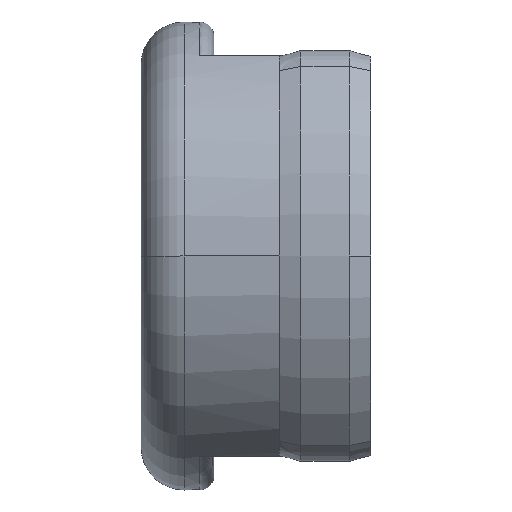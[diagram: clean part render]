
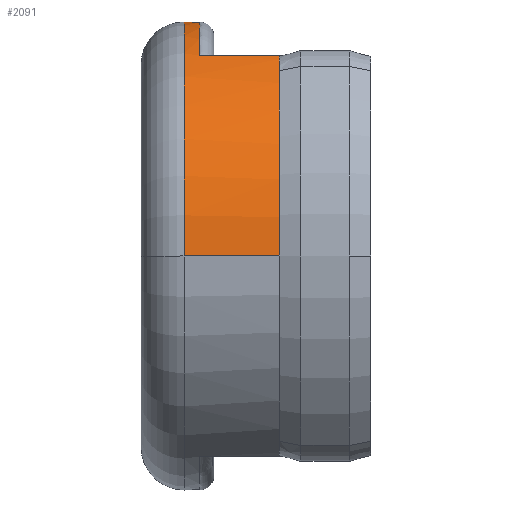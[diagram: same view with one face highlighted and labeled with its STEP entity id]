
A CAD part, left-side view. The second image highlights one B-rep face of the part: STEP entity #2091.
In plain terms, the highlighted cylindrical face has radius 8.2 mm (diameter 16.4 mm), a partial arc.
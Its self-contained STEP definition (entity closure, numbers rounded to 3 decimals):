
#25 = ORIENTED_EDGE ( 'NONE', *, *, #913, .T. ) ;
#35 = CARTESIAN_POINT ( 'NONE',  ( -8.2, 1.544, 0. ) ) ;
#41 = EDGE_CURVE ( 'NONE', #3446, #2981, #1312, .T. ) ;
#44 = ORIENTED_EDGE ( 'NONE', *, *, #3053, .T. ) ;
#109 = ORIENTED_EDGE ( 'NONE', *, *, #1905, .T. ) ;
#316 = EDGE_CURVE ( 'NONE', #3119, #1491, #1974, .T. ) ;
#362 = DIRECTION ( 'NONE',  ( 1., 0., 0. ) ) ;
#469 = CARTESIAN_POINT ( 'NONE',  ( -4.299, -2.3, 6.983 ) ) ;
#585 = LINE ( 'NONE', #3634, #2796 ) ;
#592 = EDGE_CURVE ( 'NONE', #3119, #3821, #3896, .T. ) ;
#598 = DIRECTION ( 'NONE',  ( 1., 0., 0. ) ) ;
#630 = EDGE_CURVE ( 'NONE', #1255, #2886, #1060, .T. ) ;
#770 = CARTESIAN_POINT ( 'NONE',  ( -4.229, 1., 7.026 ) ) ;
#789 = CARTESIAN_POINT ( 'NONE',  ( 4.369, -2.05, 6.94 ) ) ;
#829 = CARTESIAN_POINT ( 'NONE',  ( 4.229, -2.55, 7.026 ) ) ;
#910 = ORIENTED_EDGE ( 'NONE', *, *, #630, .F. ) ;
#913 = EDGE_CURVE ( 'NONE', #2294, #3446, #1265, .T. ) ;
#920 = DIRECTION ( 'NONE',  ( -1., 0., 0. ) ) ;
#1010 = ORIENTED_EDGE ( 'NONE', *, *, #2529, .T. ) ;
#1060 = CIRCLE ( 'NONE', #1570, 8.2 ) ;
#1064 = CARTESIAN_POINT ( 'NONE',  ( -4.369, -2.05, 6.94 ) ) ;
#1121 = CARTESIAN_POINT ( 'NONE',  ( 4.44, -1.8, 6.894 ) ) ;
#1255 = VERTEX_POINT ( 'NONE', #1889 ) ;
#1265 = CIRCLE ( 'NONE', #2281, 8.2 ) ;
#1285 = DIRECTION ( 'NONE',  ( 1., 0., 0. ) ) ;
#1291 = CARTESIAN_POINT ( 'NONE',  ( 4.229, 0., 7.026 ) ) ;
#1312 = LINE ( 'NONE', #1291, #3649 ) ;
#1360 = CARTESIAN_POINT ( 'NONE',  ( 4.299, -2.3, 6.983 ) ) ;
#1382 = ORIENTED_EDGE ( 'NONE', *, *, #41, .T. ) ;
#1400 = CARTESIAN_POINT ( 'NONE',  ( 4.44, -1.8, 6.894 ) ) ;
#1431 = EDGE_CURVE ( 'NONE', #3099, #1255, #2035, .T. ) ;
#1491 = VERTEX_POINT ( 'NONE', #3534 ) ;
#1545 = ORIENTED_EDGE ( 'NONE', *, *, #1431, .F. ) ;
#1557 = DIRECTION ( 'NONE',  ( 0., -1., 0. ) ) ;
#1565 = DIRECTION ( 'NONE',  ( 0., -1., 0. ) ) ;
#1570 = AXIS2_PLACEMENT_3D ( 'NONE', #3117, #3333, #598 ) ;
#1685 = LINE ( 'NONE', #3508, #1851 ) ;
#1746 = CARTESIAN_POINT ( 'NONE',  ( 8.2, 2.5, 0. ) ) ;
#1791 = ORIENTED_EDGE ( 'NONE', *, *, #592, .F. ) ;
#1807 = AXIS2_PLACEMENT_3D ( 'NONE', #2691, #3007, #362 ) ;
#1851 = VECTOR ( 'NONE', #3794, 1000. ) ;
#1872 = CARTESIAN_POINT ( 'NONE',  ( -8.2, -1.8, 0. ) ) ;
#1889 = CARTESIAN_POINT ( 'NONE',  ( 8.2, -1.8, 0. ) ) ;
#1898 = CARTESIAN_POINT ( 'NONE',  ( 4.229, -2.55, 7.026 ) ) ;
#1905 = EDGE_CURVE ( 'NONE', #2927, #3821, #585, .T. ) ;
#1972 = DIRECTION ( 'NONE',  ( 0., -1., 0. ) ) ;
#1974 = B_SPLINE_CURVE_WITH_KNOTS ( 'NONE', 3,
 ( #3773, #1064, #469, #3239 ),
 .UNSPECIFIED., .F., .F.,
 ( 4, 4 ),
 ( 0., 0.001 ),
 .UNSPECIFIED. ) ;
#2035 = LINE ( 'NONE', #1746, #3300 ) ;
#2054 = DIRECTION ( 'NONE',  ( 0., 1., 0. ) ) ;
#2091 = ADVANCED_FACE ( 'NONE', ( #3916 ), #2171, .T. ) ;
#2171 = CYLINDRICAL_SURFACE ( 'NONE', #2923, 8.2 ) ;
#2233 = ORIENTED_EDGE ( 'NONE', *, *, #2284, .T. ) ;
#2281 = AXIS2_PLACEMENT_3D ( 'NONE', #2687, #2054, #3233 ) ;
#2284 = EDGE_CURVE ( 'NONE', #1491, #2294, #1685, .T. ) ;
#2294 = VERTEX_POINT ( 'NONE', #770 ) ;
#2353 = AXIS2_PLACEMENT_3D ( 'NONE', #2433, #1565, #920 ) ;
#2433 = CARTESIAN_POINT ( 'NONE',  ( 0., 1.544, 0. ) ) ;
#2529 = EDGE_CURVE ( 'NONE', #3099, #2927, #2800, .T. ) ;
#2686 = DIRECTION ( 'NONE',  ( 0., -1., 0. ) ) ;
#2687 = CARTESIAN_POINT ( 'NONE',  ( 0., 1., 0. ) ) ;
#2691 = CARTESIAN_POINT ( 'NONE',  ( 0., -1.8, 0. ) ) ;
#2771 = EDGE_LOOP ( 'NONE', ( #1010, #109, #1791, #3914, #2233, #25, #1382, #44, #910, #1545 ) ) ;
#2790 = CARTESIAN_POINT ( 'NONE',  ( 0., 2.5, 0. ) ) ;
#2796 = VECTOR ( 'NONE', #3014, 1000. ) ;
#2800 = CIRCLE ( 'NONE', #2353, 8.2 ) ;
#2873 = B_SPLINE_CURVE_WITH_KNOTS ( 'NONE', 3,
 ( #829, #1360, #789, #1400 ),
 .UNSPECIFIED., .F., .F.,
 ( 4, 4 ),
 ( 0., 0.001 ),
 .UNSPECIFIED. ) ;
#2886 = VERTEX_POINT ( 'NONE', #1121 ) ;
#2923 = AXIS2_PLACEMENT_3D ( 'NONE', #2790, #1557, #1285 ) ;
#2927 = VERTEX_POINT ( 'NONE', #35 ) ;
#2943 = CARTESIAN_POINT ( 'NONE',  ( -4.44, -1.8, 6.894 ) ) ;
#2981 = VERTEX_POINT ( 'NONE', #1898 ) ;
#3007 = DIRECTION ( 'NONE',  ( 0., -1., 0. ) ) ;
#3014 = DIRECTION ( 'NONE',  ( 0., -1., 0. ) ) ;
#3053 = EDGE_CURVE ( 'NONE', #2981, #2886, #2873, .T. ) ;
#3099 = VERTEX_POINT ( 'NONE', #3854 ) ;
#3117 = CARTESIAN_POINT ( 'NONE',  ( 0., -1.8, 0. ) ) ;
#3119 = VERTEX_POINT ( 'NONE', #2943 ) ;
#3233 = DIRECTION ( 'NONE',  ( 1., 0., 0. ) ) ;
#3239 = CARTESIAN_POINT ( 'NONE',  ( -4.229, -2.55, 7.026 ) ) ;
#3300 = VECTOR ( 'NONE', #2686, 1000. ) ;
#3333 = DIRECTION ( 'NONE',  ( 0., -1., 0. ) ) ;
#3345 = CARTESIAN_POINT ( 'NONE',  ( 4.229, 1., 7.026 ) ) ;
#3446 = VERTEX_POINT ( 'NONE', #3345 ) ;
#3508 = CARTESIAN_POINT ( 'NONE',  ( -4.229, -1., 7.026 ) ) ;
#3534 = CARTESIAN_POINT ( 'NONE',  ( -4.229, -2.55, 7.026 ) ) ;
#3634 = CARTESIAN_POINT ( 'NONE',  ( -8.2, 2.5, 0. ) ) ;
#3649 = VECTOR ( 'NONE', #1972, 1000. ) ;
#3773 = CARTESIAN_POINT ( 'NONE',  ( -4.44, -1.8, 6.894 ) ) ;
#3794 = DIRECTION ( 'NONE',  ( 0., 1., 0. ) ) ;
#3821 = VERTEX_POINT ( 'NONE', #1872 ) ;
#3854 = CARTESIAN_POINT ( 'NONE',  ( 8.2, 1.544, 0. ) ) ;
#3896 = CIRCLE ( 'NONE', #1807, 8.2 ) ;
#3914 = ORIENTED_EDGE ( 'NONE', *, *, #316, .T. ) ;
#3916 = FACE_OUTER_BOUND ( 'NONE', #2771, .T. ) ;
